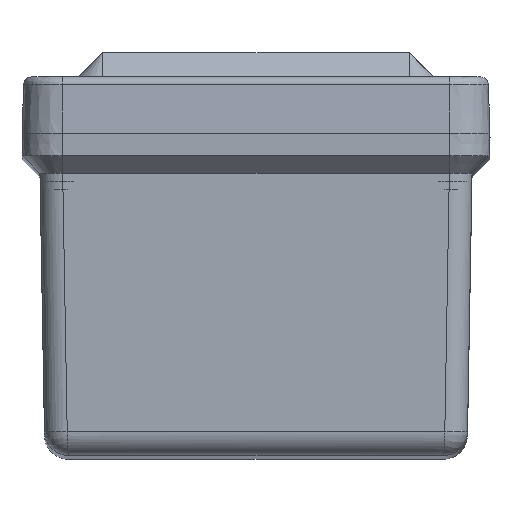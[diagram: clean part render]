
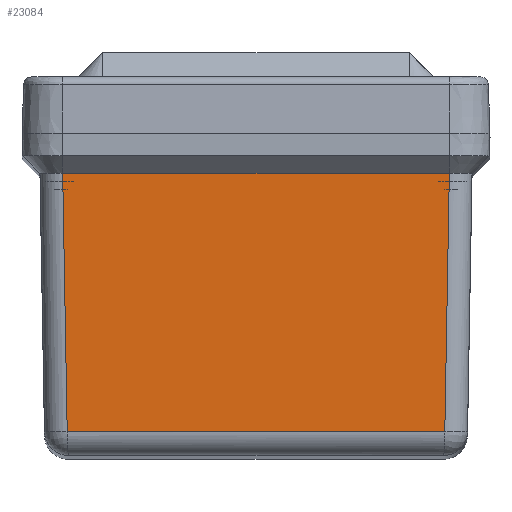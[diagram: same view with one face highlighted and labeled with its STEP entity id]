
A CAD part, top view. The second image highlights one B-rep face of the part: STEP entity #23084.
In plain terms, the highlighted planar face has unit normal (0, -0.018, 1).
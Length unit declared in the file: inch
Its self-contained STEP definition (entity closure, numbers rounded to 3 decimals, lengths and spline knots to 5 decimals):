
#4193 = VERTEX_POINT ( 'NONE', #18729 ) ;
#5107 = VERTEX_POINT ( 'NONE', #21587 ) ;
#5618 = CARTESIAN_POINT ( 'NONE',  ( 1.5, 2.1863, 8.53394 ) ) ;
#5875 = ORIENTED_EDGE ( 'NONE', *, *, #15813, .T. ) ;
#5905 = LINE ( 'NONE', #21496, #17120 ) ;
#6661 = VERTEX_POINT ( 'NONE', #25970 ) ;
#8279 = DIRECTION ( 'NONE',  ( -1., 0., 0. ) ) ;
#10122 = ORIENTED_EDGE ( 'NONE', *, *, #23975, .F. ) ;
#10136 = VECTOR ( 'NONE', #18574, 39.37008 ) ;
#12607 = CARTESIAN_POINT ( 'NONE',  ( 1.5, 2.1863, 8.53394 ) ) ;
#15226 = DIRECTION ( 'NONE',  ( -1., 0., 0. ) ) ;
#15813 = EDGE_CURVE ( 'NONE', #29863, #5107, #5905, .T. ) ;
#16656 = CARTESIAN_POINT ( 'NONE',  ( -1.49742, 2.1863, 8.53394 ) ) ;
#16690 = AXIS2_PLACEMENT_3D ( 'NONE', #12607, #17421, #27352 ) ;
#16932 = EDGE_LOOP ( 'NONE', ( #30823, #5875, #10122, #24442 ) ) ;
#17120 = VECTOR ( 'NONE', #18679, 39.37008 ) ;
#17421 = DIRECTION ( 'NONE',  ( 0., -0.017, 1. ) ) ;
#17552 = EDGE_CURVE ( 'NONE', #6661, #4193, #22922, .T. ) ;
#18574 = DIRECTION ( 'NONE',  ( 0.017, 1., 0.017 ) ) ;
#18679 = DIRECTION ( 'NONE',  ( 0.017, -1., -0.017 ) ) ;
#18729 = CARTESIAN_POINT ( 'NONE',  ( 1.49742, 2.1863, 8.53394 ) ) ;
#20036 = PLANE ( 'NONE',  #16690 ) ;
#21199 = CARTESIAN_POINT ( 'NONE',  ( 1.46247, 0.18423, 8.49899 ) ) ;
#21347 = VECTOR ( 'NONE', #8279, 39.37008 ) ;
#21496 = CARTESIAN_POINT ( 'NONE',  ( -1.49742, 2.1863, 8.53394 ) ) ;
#21587 = CARTESIAN_POINT ( 'NONE',  ( -1.46247, 0.18423, 8.49899 ) ) ;
#22922 = LINE ( 'NONE', #21199, #10136 ) ;
#23084 = ADVANCED_FACE ( 'NONE', ( #30850 ), #20036, .T. ) ;
#23975 = EDGE_CURVE ( 'NONE', #6661, #5107, #26584, .T. ) ;
#24442 = ORIENTED_EDGE ( 'NONE', *, *, #17552, .T. ) ;
#24933 = CARTESIAN_POINT ( 'NONE',  ( 0.75, 0.18423, 8.49899 ) ) ;
#25549 = VECTOR ( 'NONE', #15226, 39.37008 ) ;
#25970 = CARTESIAN_POINT ( 'NONE',  ( 1.46247, 0.18423, 8.49899 ) ) ;
#26584 = LINE ( 'NONE', #24933, #21347 ) ;
#27352 = DIRECTION ( 'NONE',  ( 0., -1., -0.017 ) ) ;
#29416 = EDGE_CURVE ( 'NONE', #4193, #29863, #29618, .T. ) ;
#29618 = LINE ( 'NONE', #5618, #25549 ) ;
#29863 = VERTEX_POINT ( 'NONE', #16656 ) ;
#30823 = ORIENTED_EDGE ( 'NONE', *, *, #29416, .T. ) ;
#30850 = FACE_OUTER_BOUND ( 'NONE', #16932, .T. ) ;
